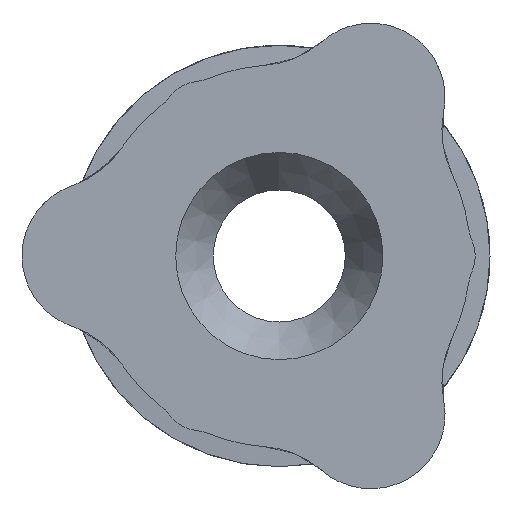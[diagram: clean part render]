
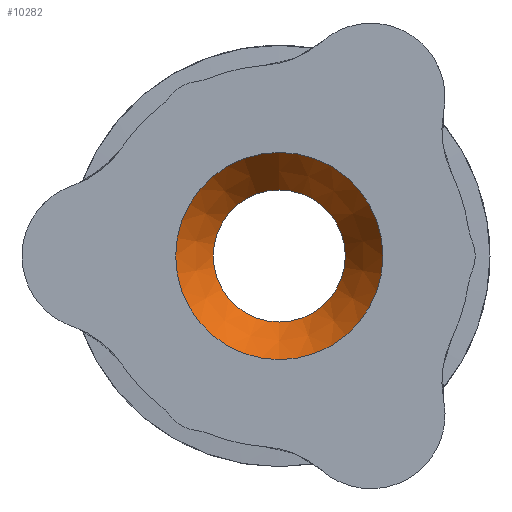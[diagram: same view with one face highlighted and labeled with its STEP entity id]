
A CAD part, left-side view. The second image highlights one B-rep face of the part: STEP entity #10282.
In plain terms, the highlighted conical face has half-angle 32.088 degrees and reference radius 29 mm.
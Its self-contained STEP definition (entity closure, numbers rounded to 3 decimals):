
#44 = VERTEX_POINT ( 'NONE', #7069 ) ;
#45 = VERTEX_POINT ( 'NONE', #7070 ) ;
#439 = AXIS2_PLACEMENT_3D ( 'NONE', #12827, #12828, #12829 ) ;
#440 = AXIS2_PLACEMENT_3D ( 'NONE', #12831, #12832, #12833 ) ;
#840 = ORIENTED_EDGE ( 'NONE', *, *, #3605, .F. ) ;
#841 = ORIENTED_EDGE ( 'NONE', *, *, #3606, .T. ) ;
#851 = EDGE_LOOP ( 'NONE', ( #841 ) ) ;
#862 = EDGE_LOOP ( 'NONE', ( #840 ) ) ;
#2419 = DIRECTION ( 'NONE',  ( 0., 0., 1. ) ) ;
#2420 = CARTESIAN_POINT ( 'NONE',  ( -89.442, 0., 0. ) ) ;
#2421 = DIRECTION ( 'NONE',  ( -1., 0., 0. ) ) ;
#2494 = AXIS2_PLACEMENT_3D ( 'NONE', #2420, #2421, #2419 ) ;
#3605 = EDGE_CURVE ( 'NONE', #44, #44, #9987, .T. ) ;
#3606 = EDGE_CURVE ( 'NONE', #45, #45, #9989, .T. ) ;
#7069 = CARTESIAN_POINT ( 'NONE',  ( -115.758, 0., -45.5 ) ) ;
#7070 = CARTESIAN_POINT ( 'NONE',  ( -89.442, 0., -29. ) ) ;
#9987 = CIRCLE ( 'NONE', #439, 45.5 ) ;
#9989 = CIRCLE ( 'NONE', #440, 29. ) ;
#10282 = ADVANCED_FACE ( 'NONE', ( #13881, #13887 ), #13891, .F. ) ;
#12827 = CARTESIAN_POINT ( 'NONE',  ( -115.758, 0., 0. ) ) ;
#12828 = DIRECTION ( 'NONE',  ( 1., 0., 0. ) ) ;
#12829 = DIRECTION ( 'NONE',  ( 0., 0., -1. ) ) ;
#12831 = CARTESIAN_POINT ( 'NONE',  ( -89.442, 0., 0. ) ) ;
#12832 = DIRECTION ( 'NONE',  ( 1., 0., 0. ) ) ;
#12833 = DIRECTION ( 'NONE',  ( 0., 0., -1. ) ) ;
#13881 = FACE_OUTER_BOUND ( 'NONE', #862, .T. ) ;
#13887 = FACE_BOUND ( 'NONE', #851, .T. ) ;
#13891 = CONICAL_SURFACE ( 'NONE', #2494, 29., 0.56 ) ;
